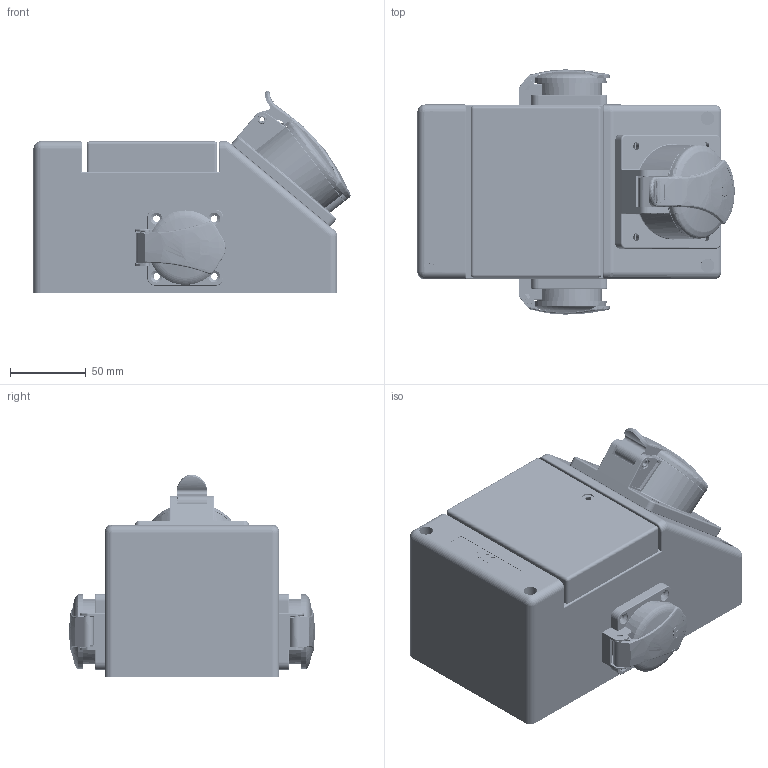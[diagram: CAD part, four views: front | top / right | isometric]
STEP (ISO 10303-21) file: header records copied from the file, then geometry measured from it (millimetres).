
FILE_DESCRIPTION((''),'2;1');
FILE_NAME('EDS4_ASM','2022-01-03T13:32:05',('marketing.praksa'),('Audax d.o.o.'),'CREO PARAMETRIC BY PTC INC, 2021304','CREO PARAMETRIC BY PTC INC, 2021304','');
FILE_SCHEMA(('AP242_MANAGED_MODEL_BASED_3D_ENGINEERING_MIM_LF { 1 0 10303 442 1 1 4 }'));
Products named in the file (22): ROS4_Z_MAKETA; PRT0008; PRT0009; 1_1; PRT9562_1_1_2_1; PRT9562_1_1_2_2; PRT9562_1_1_2_3; PRT9562_1_1_2_ASM; PRT0017_1; ASM010411_ASM_1_ASM; 004482124_EE_16S_ASM; VIECKO-1653_1_1_1_1_2_3_4_5; VIECKO-1653_1_2_1_1; VIECKO-1653_1_ASM_1_1_ASM; VIECKO-1653_1_1_1_2_1_1; PRT9562_1_1_2_3_4_1; PRT9562_1_1_2_3_4_2; PRT9562_1_1_2_3_4_3; PRT9562_1_1_2_3_4_ASM; EE_1653_-_IEN_1653_MAKETA_ASM_2_ASM; LL_ASM; EDS4_ASM
Assembly tree (22 placements, depth 5):
  EDS4_ASM
    ROS4_Z_MAKETA
    PRT0008
    PRT0009
    004482124_EE_16S_ASM  x2
      ASM010411_ASM_1_ASM
        1_1
        PRT9562_1_1_2_ASM
          PRT9562_1_1_2_1
          PRT9562_1_1_2_2
          PRT9562_1_1_2_3
        PRT0017_1
    LL_ASM
      EE_1653_-_IEN_1653_MAKETA_ASM_2_ASM
        VIECKO-1653_1_ASM_1_1_ASM
          VIECKO-1653_1_1_1_1_2_3_4_5
          VIECKO-1653_1_2_1_1
        VIECKO-1653_1_1_1_2_1_1
        PRT9562_1_1_2_3_4_ASM
          PRT9562_1_1_2_3_4_1
          PRT9562_1_1_2_3_4_2
          PRT9562_1_1_2_3_4_3
Bounding box: 208.8 x 161.54 x 133.27 mm (x, y, z)
Volume: 485907.3 mm3; surface area: 373263.1 mm2
Topology: 21 solids, 33 shells, 6624 faces, 18318 edges, 11683 vertices
Faces by surface type: plane 3428, cylinder 1923, torus 448, cone 366, bspline 247, sphere 212
Entity records: 235119 total; most frequent: CARTESIAN_POINT 48305, ORIENTED_EDGE 27068, DIRECTION 25181, PRESENTATION_STYLE_ASSIGNMENT 16442, STYLED_ITEM 14260, CURVE_STYLE 13534, EDGE_CURVE 13534, AXIS2_PLACEMENT_3D 8818
